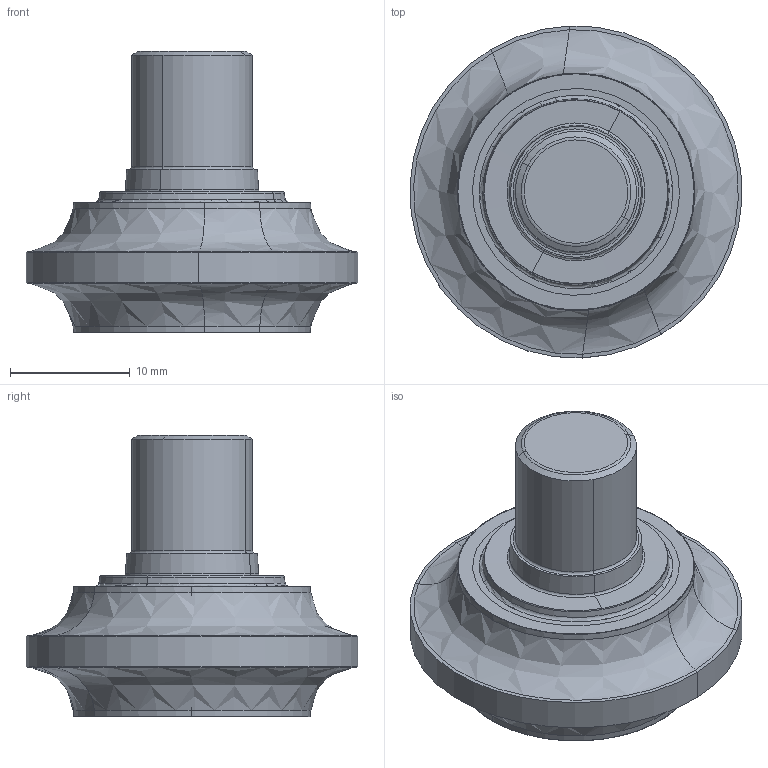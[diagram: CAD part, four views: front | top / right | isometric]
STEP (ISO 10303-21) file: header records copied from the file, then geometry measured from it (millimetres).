
FILE_DESCRIPTION(('CATIA V5 STEP','CAx-IF Rec.Pracs.--- Model Styling and Organization---1.2---2011-12-15'),'2;1');
FILE_NAME('6411394.stp','2017-09-03T12:38:50+00:00',('none'),('none'),'CATIA Version 5 Release 21 SP 5 (IN-10)','CATIA V5 STEP AP214','none');
FILE_SCHEMA(('AUTOMOTIVE_DESIGN { 1 0 10303 214 1 1 1 1 }'));
Length unit declared in the file: millimetre
Products named in the file (1): MM GRIT 28P-2.6-DR4.0
Bounding box: 27.67 x 27.68 x 23.5 mm (x, y, z)
Volume: 5569.9 mm3; surface area: 3486.9 mm2
Topology: 2 solids, 2 shells, 98 faces, 236 edges, 144 vertices
Faces by surface type: revolution 32, plane 22, cylinder 14, torus 10, cone 8, bspline 8, extrusion 4
Entity records: 3465 total; most frequent: CARTESIAN_POINT 1377, ORIENTED_EDGE 472, DIRECTION 290, EDGE_CURVE 236, AXIS2_PLACEMENT_3D 173, VERTEX_POINT 144, CIRCLE 126, B_SPLINE_CURVE_WITH_KNOTS 110
